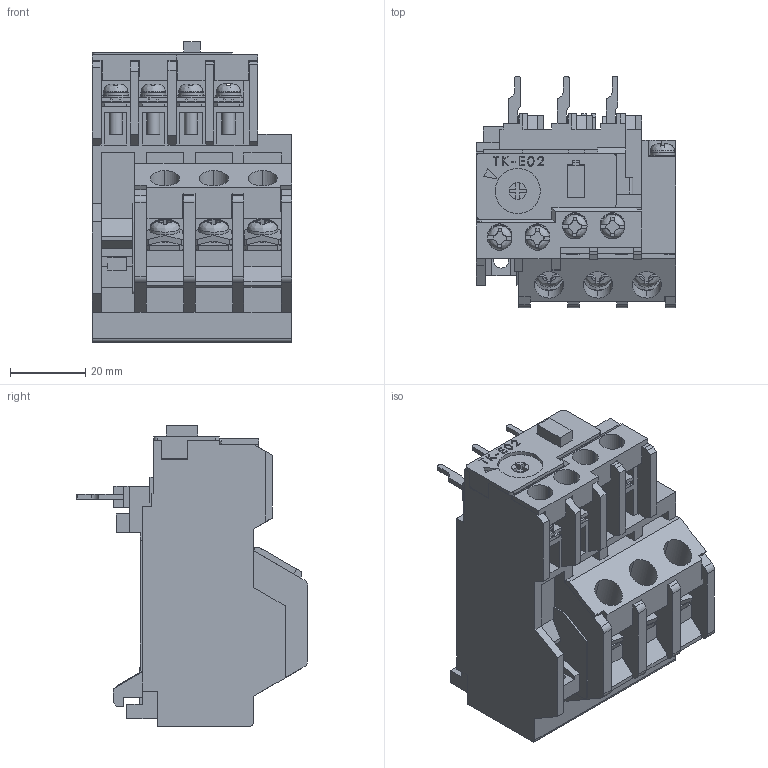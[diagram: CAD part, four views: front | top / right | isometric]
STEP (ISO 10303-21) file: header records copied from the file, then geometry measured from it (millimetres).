
FILE_DESCRIPTION (( 'STEP AP214' ), '1' );
FILE_NAME ('TK-E02-2500.step', '2016-04-18T19:12:05', ( '' ), ( '' ), 'SwSTEP 2.0', 'SolidWorks 2015', '' );
FILE_SCHEMA (( 'AUTOMOTIVE_DESIGN' ));
Length unit declared in the file: inch
Products named in the file (3): TK-E02-components; TK-E02_Case; TK-E02-2500
Assembly tree (2 placements, depth 2):
  TK-E02-2500
    TK-E02_Case
    TK-E02-components
Bounding box: 53 x 61.6 x 80 mm (x, y, z)
Volume: 112499.7 mm3; surface area: 40949.6 mm2
Topology: 44 solids, 44 shells, 1434 faces, 3942 edges, 2610 vertices
Faces by surface type: plane 1131, cylinder 244, bspline 33, cone 26
Entity records: 66298 total; most frequent: CARTESIAN_POINT 10595, ORIENTED_EDGE 7884, DIRECTION 7049, EDGE_CURVE 3942, LINE 3129, VECTOR 3129, VERTEX_POINT 2610, AXIS2_PLACEMENT_3D 1960
